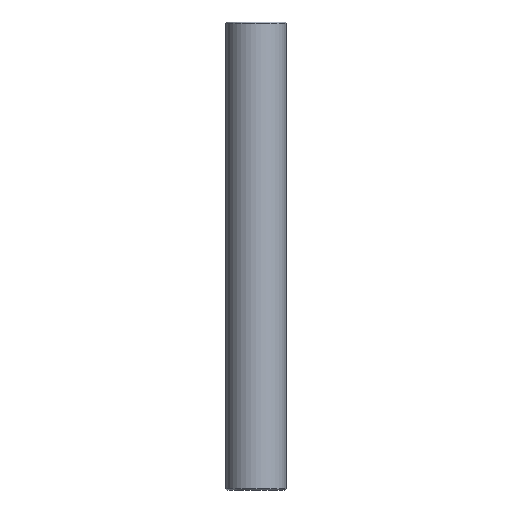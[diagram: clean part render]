
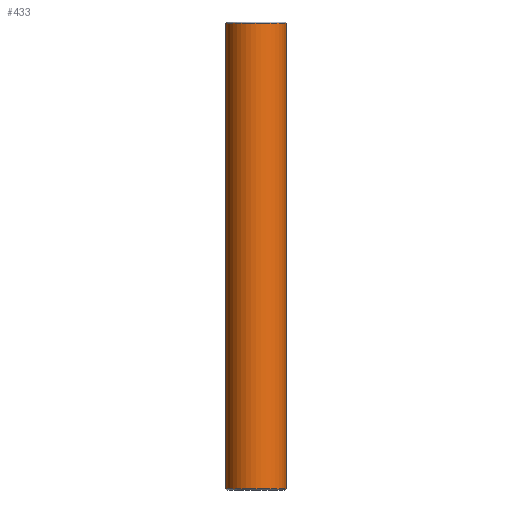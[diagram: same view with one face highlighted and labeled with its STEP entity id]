
A CAD part, front view. The second image highlights one B-rep face of the part: STEP entity #433.
In plain terms, the highlighted cylindrical face has radius 4.5 mm (diameter 9 mm), a partial arc.
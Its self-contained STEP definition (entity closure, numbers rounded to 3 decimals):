
#6 = CIRCLE ( 'NONE', #453, 4.5 ) ;
#10 = DIRECTION ( 'NONE',  ( 0., 0., 1. ) ) ;
#21 = CARTESIAN_POINT ( 'NONE',  ( 4.5, 0., 34.78 ) ) ;
#32 = EDGE_CURVE ( 'NONE', #411, #295, #238, .T. ) ;
#62 = CARTESIAN_POINT ( 'NONE',  ( 0., 0., -34.78 ) ) ;
#78 = AXIS2_PLACEMENT_3D ( 'NONE', #301, #10, #95 ) ;
#85 = CARTESIAN_POINT ( 'NONE',  ( -4.5, 0., 34.78 ) ) ;
#91 = EDGE_CURVE ( 'NONE', #146, #411, #319, .T. ) ;
#95 = DIRECTION ( 'NONE',  ( 1., 0., 0. ) ) ;
#102 = ORIENTED_EDGE ( 'NONE', *, *, #448, .F. ) ;
#115 = VECTOR ( 'NONE', #167, 1000. ) ;
#146 = VERTEX_POINT ( 'NONE', #355 ) ;
#155 = AXIS2_PLACEMENT_3D ( 'NONE', #451, #276, #420 ) ;
#158 = DIRECTION ( 'NONE',  ( 0., 0., 1. ) ) ;
#162 = CYLINDRICAL_SURFACE ( 'NONE', #78, 4.5 ) ;
#167 = DIRECTION ( 'NONE',  ( 0., 0., 1. ) ) ;
#186 = CARTESIAN_POINT ( 'NONE',  ( -4.5, 0., -34.78 ) ) ;
#194 = ORIENTED_EDGE ( 'NONE', *, *, #32, .T. ) ;
#205 = EDGE_LOOP ( 'NONE', ( #102, #267, #299, #194 ) ) ;
#221 = VECTOR ( 'NONE', #158, 1000. ) ;
#238 = CIRCLE ( 'NONE', #155, 4.5 ) ;
#267 = ORIENTED_EDGE ( 'NONE', *, *, #455, .T. ) ;
#268 = DIRECTION ( 'NONE',  ( 1., 0., 0. ) ) ;
#276 = DIRECTION ( 'NONE',  ( 0., 0., -1. ) ) ;
#293 = CARTESIAN_POINT ( 'NONE',  ( 4.5, 0., 9.216 ) ) ;
#295 = VERTEX_POINT ( 'NONE', #85 ) ;
#299 = ORIENTED_EDGE ( 'NONE', *, *, #91, .T. ) ;
#301 = CARTESIAN_POINT ( 'NONE',  ( 0., 0., 9.216 ) ) ;
#304 = LINE ( 'NONE', #379, #115 ) ;
#319 = LINE ( 'NONE', #293, #221 ) ;
#355 = CARTESIAN_POINT ( 'NONE',  ( 4.5, 0., -34.78 ) ) ;
#367 = VERTEX_POINT ( 'NONE', #186 ) ;
#379 = CARTESIAN_POINT ( 'NONE',  ( -4.5, 0., 9.216 ) ) ;
#411 = VERTEX_POINT ( 'NONE', #21 ) ;
#420 = DIRECTION ( 'NONE',  ( -1., 0., 0. ) ) ;
#433 = ADVANCED_FACE ( 'NONE', ( #442 ), #162, .T. ) ;
#442 = FACE_OUTER_BOUND ( 'NONE', #205, .T. ) ;
#448 = EDGE_CURVE ( 'NONE', #367, #295, #304, .T. ) ;
#450 = DIRECTION ( 'NONE',  ( 0., 0., 1. ) ) ;
#451 = CARTESIAN_POINT ( 'NONE',  ( 0., 0., 34.78 ) ) ;
#453 = AXIS2_PLACEMENT_3D ( 'NONE', #62, #450, #268 ) ;
#455 = EDGE_CURVE ( 'NONE', #367, #146, #6, .T. ) ;
